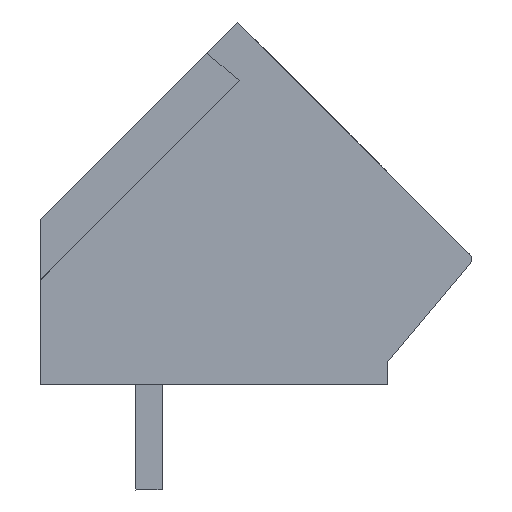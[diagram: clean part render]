
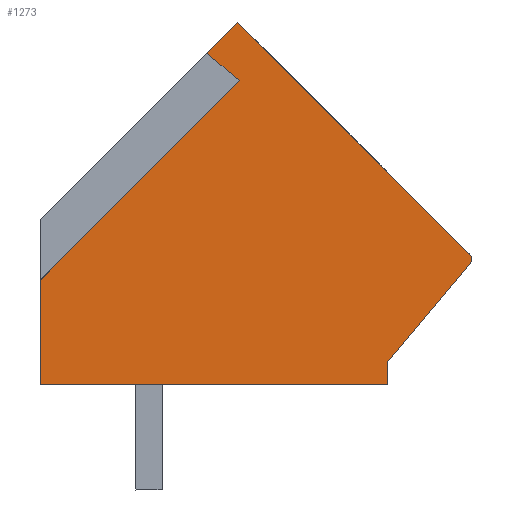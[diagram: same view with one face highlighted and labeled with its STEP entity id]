
A CAD part, left-side view. The second image highlights one B-rep face of the part: STEP entity #1273.
In plain terms, the highlighted planar face has unit normal (-1, 0, 0).
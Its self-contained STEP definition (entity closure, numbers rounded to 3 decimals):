
#1229=AXIS2_PLACEMENT_3D('Plane Axis2P3D',#1226,#1227,#1228) ;
#1259=AXIS2_PLACEMENT_3D('Circle Axis2P3D',#1257,#1258,$) ;
#172=CARTESIAN_POINT('Vertex',(0.,8.05,13.259)) ;
#175=CARTESIAN_POINT('Line Origine',(0.,7.58,13.73)) ;
#179=CARTESIAN_POINT('Vertex',(0.,7.11,14.2)) ;
#293=CARTESIAN_POINT('Line Origine',(0.,7.823,3.2)) ;
#297=CARTESIAN_POINT('Vertex',(0.,13.1,3.2)) ;
#299=CARTESIAN_POINT('Vertex',(0.,2.546,3.2)) ;
#1024=CARTESIAN_POINT('Vertex',(0.,13.1,6.371)) ;
#1027=CARTESIAN_POINT('Line Origine',(0.,10.075,9.396)) ;
#1031=CARTESIAN_POINT('Vertex',(0.,7.051,12.421)) ;
#1058=CARTESIAN_POINT('Line Origine',(0.,7.551,12.84)) ;
#1226=CARTESIAN_POINT('Axis2P3D Location',(0.,13.1,0.)) ;
#1231=CARTESIAN_POINT('Line Origine',(0.,3.584,10.674)) ;
#1235=CARTESIAN_POINT('Vertex',(0.,0.059,7.149)) ;
#1238=CARTESIAN_POINT('Line Origine',(0.,13.1,4.786)) ;
#1243=CARTESIAN_POINT('Line Origine',(0.,2.546,3.55)) ;
#1247=CARTESIAN_POINT('Vertex',(0.,2.546,3.9)) ;
#1250=CARTESIAN_POINT('Line Origine',(0.,1.297,5.389)) ;
#1254=CARTESIAN_POINT('Vertex',(0.,0.047,6.879)) ;
#1257=CARTESIAN_POINT('Axis2P3D Location',(0.,0.2,7.007)) ;
#176=DIRECTION('Vector Direction',(0.,0.707,-0.707)) ;
#294=DIRECTION('Vector Direction',(0.,-1.,0.)) ;
#1028=DIRECTION('Vector Direction',(0.,0.707,-0.707)) ;
#1059=DIRECTION('Vector Direction',(0.,-0.766,-0.643)) ;
#1227=DIRECTION('Axis2P3D Direction',(-1.,0.,0.)) ;
#1228=DIRECTION('Axis2P3D XDirection',(0.,-1.,0.)) ;
#1232=DIRECTION('Vector Direction',(0.,0.707,0.707)) ;
#1239=DIRECTION('Vector Direction',(0.,0.,-1.)) ;
#1244=DIRECTION('Vector Direction',(0.,0.,1.)) ;
#1251=DIRECTION('Vector Direction',(0.,-0.643,0.766)) ;
#1258=DIRECTION('Axis2P3D Direction',(-1.,0.,0.)) ;
#177=VECTOR('Line Direction',#176,1.) ;
#295=VECTOR('Line Direction',#294,1.) ;
#1029=VECTOR('Line Direction',#1028,1.) ;
#1060=VECTOR('Line Direction',#1059,1.) ;
#1233=VECTOR('Line Direction',#1232,1.) ;
#1240=VECTOR('Line Direction',#1239,1.) ;
#1245=VECTOR('Line Direction',#1244,1.) ;
#1252=VECTOR('Line Direction',#1251,1.) ;
#1263=ORIENTED_EDGE('',*,*,#1237,.T.) ;
#1264=ORIENTED_EDGE('',*,*,#181,.T.) ;
#1265=ORIENTED_EDGE('',*,*,#1062,.T.) ;
#1266=ORIENTED_EDGE('',*,*,#1033,.T.) ;
#1267=ORIENTED_EDGE('',*,*,#1242,.T.) ;
#1268=ORIENTED_EDGE('',*,*,#301,.T.) ;
#1269=ORIENTED_EDGE('',*,*,#1249,.T.) ;
#1270=ORIENTED_EDGE('',*,*,#1256,.T.) ;
#1271=ORIENTED_EDGE('',*,*,#1261,.F.) ;
#1273=ADVANCED_FACE('HOUSING',(#1272),#1230,.T.) ;
#1260=CIRCLE('generated circle',#1259,0.2) ;
#181=EDGE_CURVE('',#180,#173,#178,.T.) ;
#301=EDGE_CURVE('',#298,#300,#296,.T.) ;
#1033=EDGE_CURVE('',#1032,#1025,#1030,.T.) ;
#1062=EDGE_CURVE('',#173,#1032,#1061,.T.) ;
#1237=EDGE_CURVE('',#1236,#180,#1234,.T.) ;
#1242=EDGE_CURVE('',#1025,#298,#1241,.T.) ;
#1249=EDGE_CURVE('',#300,#1248,#1246,.T.) ;
#1256=EDGE_CURVE('',#1248,#1255,#1253,.T.) ;
#1261=EDGE_CURVE('',#1236,#1255,#1260,.F.) ;
#1262=EDGE_LOOP('',(#1263,#1264,#1265,#1266,#1267,#1268,#1269,#1270,#1271)) ;
#1272=FACE_OUTER_BOUND('',#1262,.T.) ;
#178=LINE('Line',#175,#177) ;
#296=LINE('Line',#293,#295) ;
#1030=LINE('Line',#1027,#1029) ;
#1061=LINE('Line',#1058,#1060) ;
#1234=LINE('Line',#1231,#1233) ;
#1241=LINE('Line',#1238,#1240) ;
#1246=LINE('Line',#1243,#1245) ;
#1253=LINE('Line',#1250,#1252) ;
#1230=PLANE('',#1229) ;
#173=VERTEX_POINT('',#172) ;
#180=VERTEX_POINT('',#179) ;
#298=VERTEX_POINT('',#297) ;
#300=VERTEX_POINT('',#299) ;
#1025=VERTEX_POINT('',#1024) ;
#1032=VERTEX_POINT('',#1031) ;
#1236=VERTEX_POINT('',#1235) ;
#1248=VERTEX_POINT('',#1247) ;
#1255=VERTEX_POINT('',#1254) ;
